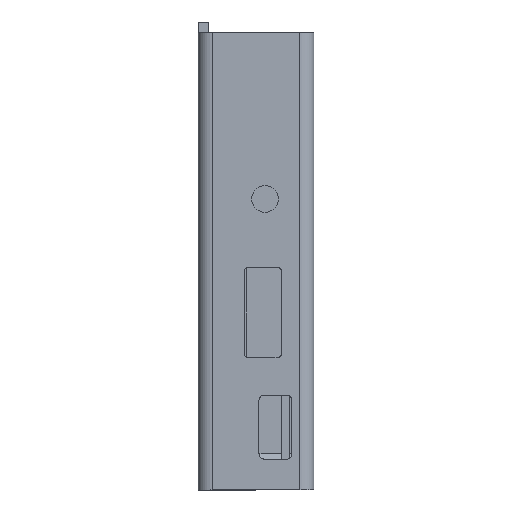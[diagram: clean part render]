
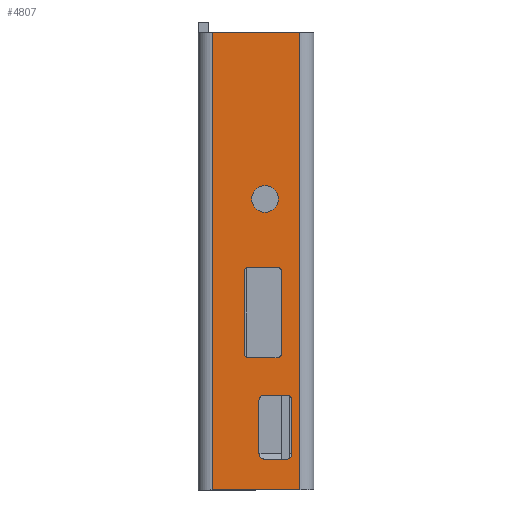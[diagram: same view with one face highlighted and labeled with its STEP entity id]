
A CAD part, left-side view. The second image highlights one B-rep face of the part: STEP entity #4807.
In plain terms, the highlighted planar face has unit normal (-1, 0, 0).
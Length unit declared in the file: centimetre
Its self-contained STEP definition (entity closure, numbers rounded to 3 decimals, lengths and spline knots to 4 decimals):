
#32=FACE_BOUND('',#662,.T.);
#33=FACE_BOUND('',#663,.T.);
#34=FACE_BOUND('',#664,.T.);
#112=CIRCLE('',#5095,0.08);
#113=CIRCLE('',#5096,0.08);
#114=CIRCLE('',#5097,0.08);
#115=CIRCLE('',#5098,0.08);
#116=CIRCLE('',#5099,0.25);
#117=CIRCLE('',#5100,0.1);
#118=CIRCLE('',#5101,0.1);
#119=CIRCLE('',#5102,0.1);
#120=CIRCLE('',#5103,0.1);
#407=FACE_OUTER_BOUND('',#661,.T.);
#661=EDGE_LOOP('',(#3330,#3331,#3332,#3333));
#662=EDGE_LOOP('',(#3334,#3335,#3336,#3337,#3338,#3339,#3340,#3341));
#663=EDGE_LOOP('',(#3342));
#664=EDGE_LOOP('',(#3343,#3344,#3345,#3346,#3347,#3348,#3349,#3350));
#978=LINE('',#7053,#1492);
#1018=LINE('',#7193,#1532);
#1019=LINE('',#7196,#1533);
#1020=LINE('',#7197,#1534);
#1021=LINE('',#7200,#1535);
#1022=LINE('',#7204,#1536);
#1023=LINE('',#7208,#1537);
#1024=LINE('',#7212,#1538);
#1025=LINE('',#7218,#1539);
#1026=LINE('',#7222,#1540);
#1027=LINE('',#7226,#1541);
#1028=LINE('',#7230,#1542);
#1492=VECTOR('',#5585,1.65);
#1532=VECTOR('',#5691,8.58);
#1533=VECTOR('',#5694,1.65);
#1534=VECTOR('',#5695,8.58);
#1535=VECTOR('',#5696,1.54);
#1536=VECTOR('',#5699,0.54);
#1537=VECTOR('',#5702,1.54);
#1538=VECTOR('',#5705,0.54);
#1539=VECTOR('',#5710,0.42);
#1540=VECTOR('',#5713,1.);
#1541=VECTOR('',#5716,0.42);
#1542=VECTOR('',#5719,1.);
#2004=VERTEX_POINT('',#7050);
#2005=VERTEX_POINT('',#7052);
#2072=VERTEX_POINT('',#7191);
#2073=VERTEX_POINT('',#7195);
#2074=VERTEX_POINT('',#7198);
#2075=VERTEX_POINT('',#7199);
#2076=VERTEX_POINT('',#7201);
#2077=VERTEX_POINT('',#7203);
#2078=VERTEX_POINT('',#7205);
#2079=VERTEX_POINT('',#7207);
#2080=VERTEX_POINT('',#7209);
#2081=VERTEX_POINT('',#7211);
#2082=VERTEX_POINT('',#7214);
#2083=VERTEX_POINT('',#7216);
#2084=VERTEX_POINT('',#7217);
#2085=VERTEX_POINT('',#7219);
#2086=VERTEX_POINT('',#7221);
#2087=VERTEX_POINT('',#7223);
#2088=VERTEX_POINT('',#7225);
#2089=VERTEX_POINT('',#7227);
#2090=VERTEX_POINT('',#7229);
#2501=EDGE_CURVE('',#2004,#2005,#978,.T.);
#2572=EDGE_CURVE('',#2072,#2004,#1018,.T.);
#2573=EDGE_CURVE('',#2073,#2072,#1019,.T.);
#2574=EDGE_CURVE('',#2073,#2005,#1020,.T.);
#2575=EDGE_CURVE('',#2074,#2075,#1021,.T.);
#2576=EDGE_CURVE('',#2074,#2076,#112,.T.);
#2577=EDGE_CURVE('',#2077,#2076,#1022,.T.);
#2578=EDGE_CURVE('',#2077,#2078,#113,.T.);
#2579=EDGE_CURVE('',#2079,#2078,#1023,.T.);
#2580=EDGE_CURVE('',#2079,#2080,#114,.T.);
#2581=EDGE_CURVE('',#2081,#2080,#1024,.T.);
#2582=EDGE_CURVE('',#2081,#2075,#115,.T.);
#2583=EDGE_CURVE('',#2082,#2082,#116,.T.);
#2584=EDGE_CURVE('',#2083,#2084,#1025,.T.);
#2585=EDGE_CURVE('',#2083,#2085,#117,.T.);
#2586=EDGE_CURVE('',#2086,#2085,#1026,.T.);
#2587=EDGE_CURVE('',#2086,#2087,#118,.T.);
#2588=EDGE_CURVE('',#2088,#2087,#1027,.T.);
#2589=EDGE_CURVE('',#2088,#2089,#119,.T.);
#2590=EDGE_CURVE('',#2090,#2089,#1028,.T.);
#2591=EDGE_CURVE('',#2090,#2084,#120,.T.);
#3330=ORIENTED_EDGE('',*,*,#2572,.F.);
#3331=ORIENTED_EDGE('',*,*,#2573,.F.);
#3332=ORIENTED_EDGE('',*,*,#2574,.T.);
#3333=ORIENTED_EDGE('',*,*,#2501,.F.);
#3334=ORIENTED_EDGE('',*,*,#2575,.F.);
#3335=ORIENTED_EDGE('',*,*,#2576,.T.);
#3336=ORIENTED_EDGE('',*,*,#2577,.F.);
#3337=ORIENTED_EDGE('',*,*,#2578,.T.);
#3338=ORIENTED_EDGE('',*,*,#2579,.F.);
#3339=ORIENTED_EDGE('',*,*,#2580,.T.);
#3340=ORIENTED_EDGE('',*,*,#2581,.F.);
#3341=ORIENTED_EDGE('',*,*,#2582,.T.);
#3342=ORIENTED_EDGE('',*,*,#2583,.F.);
#3343=ORIENTED_EDGE('',*,*,#2584,.F.);
#3344=ORIENTED_EDGE('',*,*,#2585,.T.);
#3345=ORIENTED_EDGE('',*,*,#2586,.F.);
#3346=ORIENTED_EDGE('',*,*,#2587,.T.);
#3347=ORIENTED_EDGE('',*,*,#2588,.F.);
#3348=ORIENTED_EDGE('',*,*,#2589,.T.);
#3349=ORIENTED_EDGE('',*,*,#2590,.F.);
#3350=ORIENTED_EDGE('',*,*,#2591,.T.);
#4666=PLANE('',#5094);
#4807=ADVANCED_FACE('',(#407,#32,#33,#34),#4666,.F.);
#5094=AXIS2_PLACEMENT_3D('',#7194,#5692,#5693);
#5095=AXIS2_PLACEMENT_3D('',#7202,#5697,#5698);
#5096=AXIS2_PLACEMENT_3D('',#7206,#5700,#5701);
#5097=AXIS2_PLACEMENT_3D('',#7210,#5703,#5704);
#5098=AXIS2_PLACEMENT_3D('',#7213,#5706,#5707);
#5099=AXIS2_PLACEMENT_3D('',#7215,#5708,#5709);
#5100=AXIS2_PLACEMENT_3D('',#7220,#5711,#5712);
#5101=AXIS2_PLACEMENT_3D('',#7224,#5714,#5715);
#5102=AXIS2_PLACEMENT_3D('',#7228,#5717,#5718);
#5103=AXIS2_PLACEMENT_3D('',#7231,#5720,#5721);
#5585=DIRECTION('',(0.,-1.,0.));
#5691=DIRECTION('',(0.,0.,1.));
#5692=DIRECTION('center_axis',(1.,0.,0.));
#5693=DIRECTION('ref_axis',(0.,0.,-1.));
#5694=DIRECTION('',(0.,1.,0.));
#5695=DIRECTION('',(0.,0.,1.));
#5696=DIRECTION('',(0.,0.,1.));
#5697=DIRECTION('center_axis',(1.,0.,0.));
#5698=DIRECTION('ref_axis',(0.,0.,-1.));
#5699=DIRECTION('',(0.,-1.,0.));
#5700=DIRECTION('center_axis',(1.,0.,0.));
#5701=DIRECTION('ref_axis',(0.,0.,-1.));
#5702=DIRECTION('',(0.,0.,-1.));
#5703=DIRECTION('center_axis',(1.,0.,0.));
#5704=DIRECTION('ref_axis',(0.,0.,-1.));
#5705=DIRECTION('',(0.,1.,0.));
#5706=DIRECTION('center_axis',(1.,0.,0.));
#5707=DIRECTION('ref_axis',(0.,0.,-1.));
#5708=DIRECTION('center_axis',(-1.,0.,0.));
#5709=DIRECTION('ref_axis',(0.,0.,-1.));
#5710=DIRECTION('',(0.,1.,0.));
#5711=DIRECTION('center_axis',(1.,0.,0.));
#5712=DIRECTION('ref_axis',(0.,0.,-1.));
#5713=DIRECTION('',(0.,0.,1.));
#5714=DIRECTION('center_axis',(1.,0.,0.));
#5715=DIRECTION('ref_axis',(0.,0.,-1.));
#5716=DIRECTION('',(0.,-1.,0.));
#5717=DIRECTION('center_axis',(1.,0.,0.));
#5718=DIRECTION('ref_axis',(0.,0.,-1.));
#5719=DIRECTION('',(0.,0.,-1.));
#5720=DIRECTION('center_axis',(1.,0.,0.));
#5721=DIRECTION('ref_axis',(0.,0.,-1.));
#7050=CARTESIAN_POINT('',(-3.06,1.075,8.5));
#7052=CARTESIAN_POINT('',(-3.06,-0.575,8.5));
#7053=CARTESIAN_POINT('',(-3.06,0.675,8.5));
#7191=CARTESIAN_POINT('',(-3.06,1.075,-0.08));
#7193=CARTESIAN_POINT('',(-3.06,1.075,8.5));
#7194=CARTESIAN_POINT('Origin',(-3.06,0.675,8.5));
#7195=CARTESIAN_POINT('',(-3.06,-0.575,-0.08));
#7196=CARTESIAN_POINT('',(-3.06,-0.835,-0.08));
#7197=CARTESIAN_POINT('',(-3.06,-0.575,8.5));
#7198=CARTESIAN_POINT('',(-3.06,-0.225,2.48));
#7199=CARTESIAN_POINT('',(-3.06,-0.225,4.02));
#7200=CARTESIAN_POINT('',(-3.06,-0.225,2.4));
#7201=CARTESIAN_POINT('',(-3.06,-0.145,2.4));
#7202=CARTESIAN_POINT('Origin',(-3.06,-0.145,2.48));
#7203=CARTESIAN_POINT('',(-3.06,0.395,2.4));
#7204=CARTESIAN_POINT('',(-3.06,-0.225,2.4));
#7205=CARTESIAN_POINT('',(-3.06,0.475,2.48));
#7206=CARTESIAN_POINT('Origin',(-3.06,0.395,2.48));
#7207=CARTESIAN_POINT('',(-3.06,0.475,4.02));
#7208=CARTESIAN_POINT('',(-3.06,0.475,2.4));
#7209=CARTESIAN_POINT('',(-3.06,0.395,4.1));
#7210=CARTESIAN_POINT('Origin',(-3.06,0.395,4.02));
#7211=CARTESIAN_POINT('',(-3.06,-0.145,4.1));
#7212=CARTESIAN_POINT('',(-3.06,-0.225,4.1));
#7213=CARTESIAN_POINT('Origin',(-3.06,-0.145,4.02));
#7214=CARTESIAN_POINT('',(-3.06,0.08,5.13));
#7215=CARTESIAN_POINT('Origin',(-3.06,0.08,5.38));
#7216=CARTESIAN_POINT('',(-3.06,-0.325,1.7));
#7217=CARTESIAN_POINT('',(-3.06,0.095,1.7));
#7218=CARTESIAN_POINT('',(-3.06,-0.425,1.7));
#7219=CARTESIAN_POINT('',(-3.06,-0.425,1.6));
#7220=CARTESIAN_POINT('Origin',(-3.06,-0.325,1.6));
#7221=CARTESIAN_POINT('',(-3.06,-0.425,0.6));
#7222=CARTESIAN_POINT('',(-3.06,-0.425,0.5));
#7223=CARTESIAN_POINT('',(-3.06,-0.325,0.5));
#7224=CARTESIAN_POINT('Origin',(-3.06,-0.325,0.6));
#7225=CARTESIAN_POINT('',(-3.06,0.095,0.5));
#7226=CARTESIAN_POINT('',(-3.06,-0.425,0.5));
#7227=CARTESIAN_POINT('',(-3.06,0.195,0.6));
#7228=CARTESIAN_POINT('Origin',(-3.06,0.095,0.6));
#7229=CARTESIAN_POINT('',(-3.06,0.195,1.6));
#7230=CARTESIAN_POINT('',(-3.06,0.195,0.5));
#7231=CARTESIAN_POINT('Origin',(-3.06,0.095,1.6));
